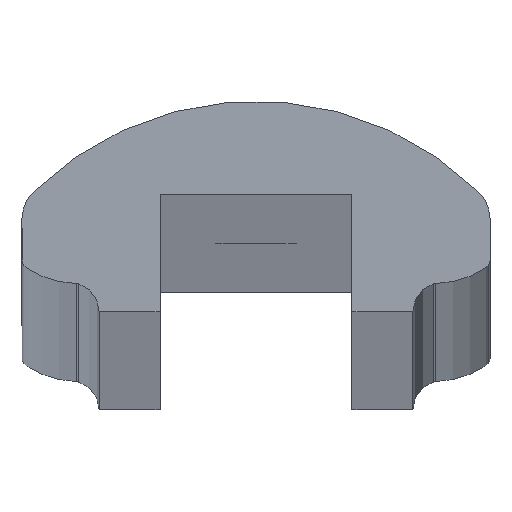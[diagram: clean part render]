
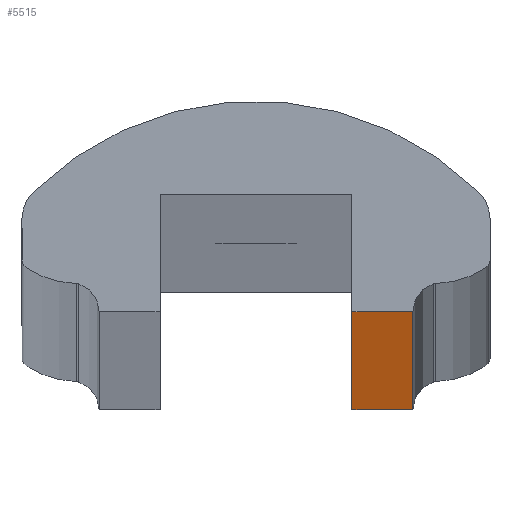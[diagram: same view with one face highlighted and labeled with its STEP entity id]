
A CAD part, top view. The second image highlights one B-rep face of the part: STEP entity #5515.
In plain terms, the highlighted planar face has unit normal (0, -1, 0).
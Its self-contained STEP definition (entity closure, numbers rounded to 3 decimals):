
#41 = DIRECTION ( 'NONE',  ( 0., 0., 1. ) ) ;
#271 = PLANE ( 'NONE',  #11073 ) ;
#307 = VERTEX_POINT ( 'NONE', #9783 ) ;
#312 = VERTEX_POINT ( 'NONE', #6190 ) ;
#374 = ORIENTED_EDGE ( 'NONE', *, *, #9524, .T. ) ;
#526 = FACE_OUTER_BOUND ( 'NONE', #9002, .T. ) ;
#1115 = EDGE_CURVE ( 'NONE', #7480, #312, #11402, .T. ) ;
#1628 = ORIENTED_EDGE ( 'NONE', *, *, #6657, .F. ) ;
#1761 = VECTOR ( 'NONE', #10015, 1000. ) ;
#2473 = LINE ( 'NONE', #8119, #6084 ) ;
#2929 = ORIENTED_EDGE ( 'NONE', *, *, #1115, .T. ) ;
#2931 = DIRECTION ( 'NONE',  ( 0., -1., 0. ) ) ;
#3361 = CARTESIAN_POINT ( 'NONE',  ( 10.25, 0., 3000. ) ) ;
#3979 = CARTESIAN_POINT ( 'NONE',  ( 10.25, 0., -3000. ) ) ;
#4308 = VECTOR ( 'NONE', #9713, 1000. ) ;
#4352 = EDGE_CURVE ( 'NONE', #7480, #9047, #9074, .T. ) ;
#4596 = LINE ( 'NONE', #9673, #4308 ) ;
#5286 = VECTOR ( 'NONE', #9518, 1000. ) ;
#5515 = ADVANCED_FACE ( 'NONE', ( #526 ), #271, .T. ) ;
#5781 = CARTESIAN_POINT ( 'NONE',  ( 10.25, 0., -3000. ) ) ;
#6084 = VECTOR ( 'NONE', #41, 1000. ) ;
#6190 = CARTESIAN_POINT ( 'NONE',  ( 16.75, 0., -3000. ) ) ;
#6497 = CARTESIAN_POINT ( 'NONE',  ( 10.25, 0., -3000. ) ) ;
#6657 = EDGE_CURVE ( 'NONE', #9047, #307, #4596, .T. ) ;
#7480 = VERTEX_POINT ( 'NONE', #3979 ) ;
#8119 = CARTESIAN_POINT ( 'NONE',  ( 16.75, 0., -3000. ) ) ;
#8339 = ORIENTED_EDGE ( 'NONE', *, *, #4352, .F. ) ;
#9002 = EDGE_LOOP ( 'NONE', ( #1628, #8339, #2929, #374 ) ) ;
#9047 = VERTEX_POINT ( 'NONE', #3361 ) ;
#9074 = LINE ( 'NONE', #5781, #5286 ) ;
#9518 = DIRECTION ( 'NONE',  ( 0., 0., 1. ) ) ;
#9524 = EDGE_CURVE ( 'NONE', #312, #307, #2473, .T. ) ;
#9673 = CARTESIAN_POINT ( 'NONE',  ( 10.25, 0., 3000. ) ) ;
#9713 = DIRECTION ( 'NONE',  ( 1., 0., 0. ) ) ;
#9783 = CARTESIAN_POINT ( 'NONE',  ( 16.75, 0., 3000. ) ) ;
#10015 = DIRECTION ( 'NONE',  ( 1., 0., 0. ) ) ;
#10053 = DIRECTION ( 'NONE',  ( 1., 0., 0. ) ) ;
#10777 = CARTESIAN_POINT ( 'NONE',  ( 10.25, 0., -3000. ) ) ;
#11073 = AXIS2_PLACEMENT_3D ( 'NONE', #6497, #2931, #10053 ) ;
#11402 = LINE ( 'NONE', #10777, #1761 ) ;
